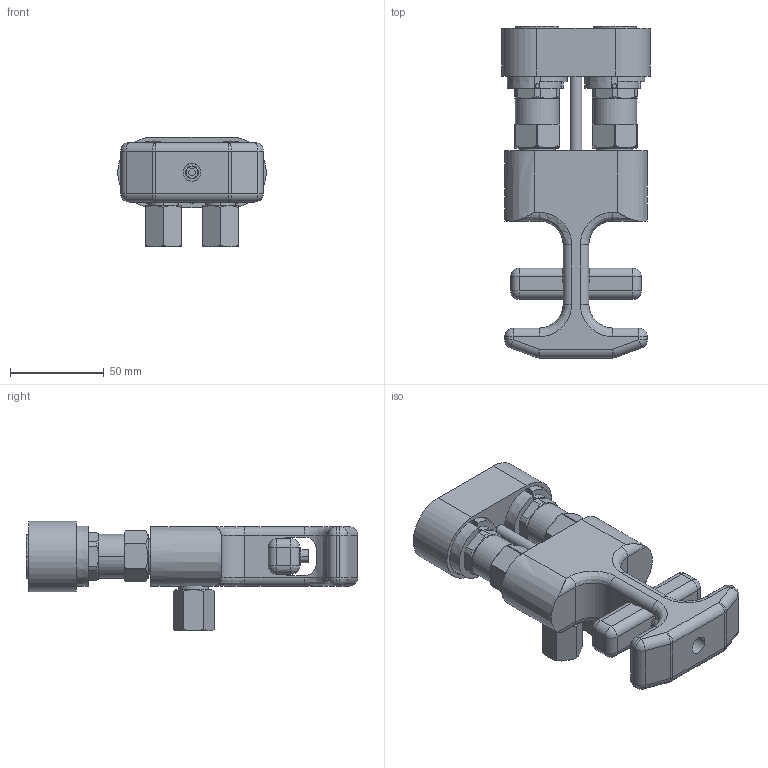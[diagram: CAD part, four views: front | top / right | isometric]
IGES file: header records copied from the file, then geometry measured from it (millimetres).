
Start section:  PTC IGES file: ilcml5600800.igs
Global section: file name: ilcml5600800.igs; native system: Creo Parametric by Parametric Technology Corporation; preprocessor: 2013320; author: dg; organization: Unknown; date: 20180622.103414; units: inch
Bounding box: 79.25 x 177.04 x 58.55 mm (x, y, z)
Surface area: 70567.6 mm2 (no closed solid volume)
Topology: 0 solids, 0 shells, 450 faces, 3224 edges, 4138 vertices
Faces by surface type: revolution 294, bspline 156
